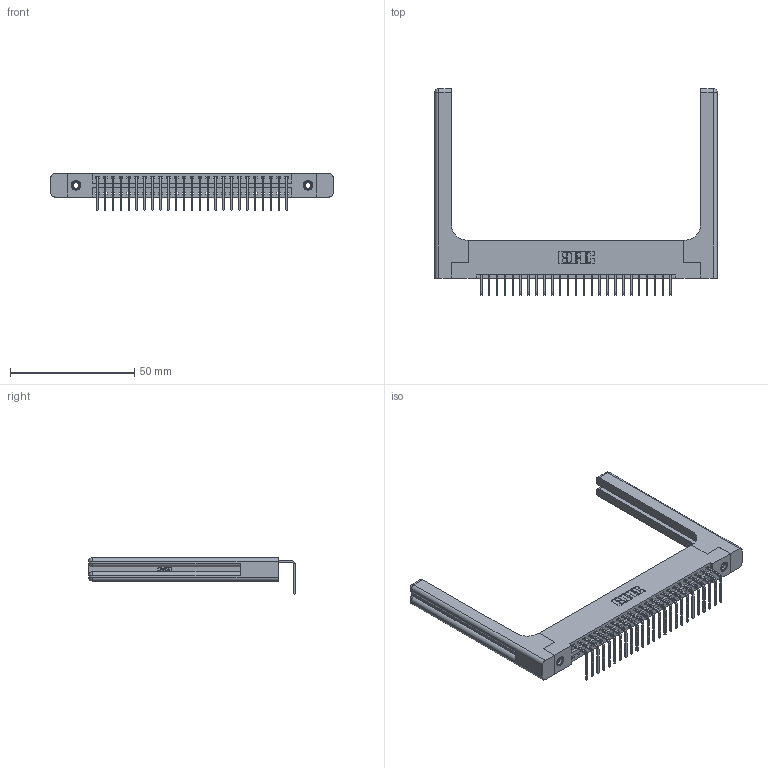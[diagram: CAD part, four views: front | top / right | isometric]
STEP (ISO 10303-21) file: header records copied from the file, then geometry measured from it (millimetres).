
FILE_DESCRIPTION (( 'STEP AP203' ), '1' );
FILE_NAME ('396-025-558-158.STEP', '2019-11-01T06:31:38', ( '' ), ( '' ), 'SwSTEP 2.0', 'SolidWorks 2016', '' );
FILE_SCHEMA (( 'CONFIG_CONTROL_DESIGN' ));
Length unit declared in the file: inch
Products named in the file (5): 345-292-001_558 Tail - 2; 345-250-001_345-250-001-102; 346-220-058_345-220-058; 396-025-558-158; 346 Part_Flush Mounting Lugs - 0.156 Dia-TH
Assembly tree (30 placements, depth 2):
  396-025-558-158
    346 Part_Flush Mounting Lugs - 0.156 Dia-TH
    345-292-001_558 Tail - 2  x25
    345-250-001_345-250-001-102  x2
    346-220-058_345-220-058  x2
Bounding box: 113.44 x 83.12 x 14.73 mm (x, y, z)
Volume: 18342.9 mm3; surface area: 19012.3 mm2
Topology: 30 solids, 30 shells, 1878 faces, 5545 edges, 3642 vertices
Faces by surface type: plane 1274, cylinder 544, bspline 36, cone 12, sphere 8, torus 4
Entity records: 23070 total; most frequent: CARTESIAN_POINT 4940, ORIENTED_EDGE 3696, DIRECTION 3310, EDGE_CURVE 1848, VECTOR 1524, LINE 1524, VERTEX_POINT 1222, AXIS2_PLACEMENT_3D 893
